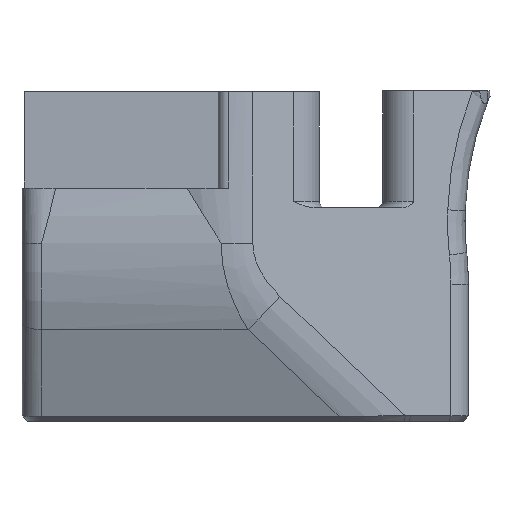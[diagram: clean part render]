
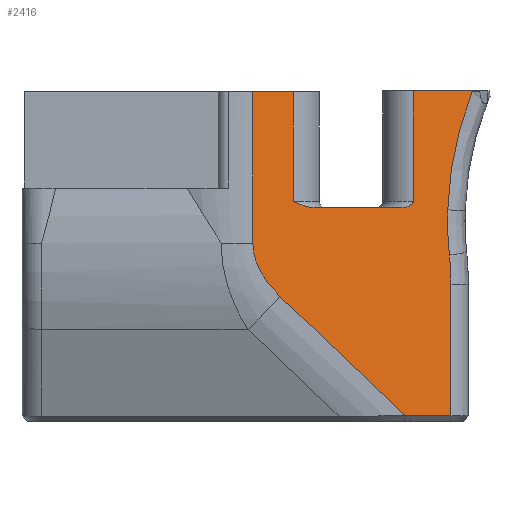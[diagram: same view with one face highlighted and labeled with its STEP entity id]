
A CAD part, front view. The second image highlights one B-rep face of the part: STEP entity #2416.
In plain terms, the highlighted planar face has unit normal (0.328, -0.945, 0).
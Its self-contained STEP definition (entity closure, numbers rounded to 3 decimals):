
#69=ELLIPSE('',#2685,36.607,12.);
#70=ELLIPSE('',#2686,23.287,22.);
#71=ELLIPSE('',#2687,27.521,26.);
#72=ELLIPSE('',#2688,28.53,26.953);
#78=B_SPLINE_CURVE_WITH_KNOTS('',3,(#3778,#3779,#3780,#3781,#3782,#3783,
#3784,#3785,#3786,#3787,#3788,#3789,#3790,#3791),.UNSPECIFIED.,.F.,.F.,
(4,2,2,2,2,2,4),(0.,0.053,0.099,0.119,
0.127,0.13,0.133),.UNSPECIFIED.);
#83=B_SPLINE_CURVE_WITH_KNOTS('',3,(#3909,#3910,#3911,#3912),
 .UNSPECIFIED.,.F.,.F.,(4,4),(0.,0.178),.UNSPECIFIED.);
#93=B_SPLINE_CURVE_WITH_KNOTS('',3,(#4379,#4380,#4381,#4382),
 .UNSPECIFIED.,.F.,.F.,(4,4),(-1.571,-1.531),
 .UNSPECIFIED.);
#376=FACE_OUTER_BOUND('',#540,.T.);
#540=EDGE_LOOP('',(#2014,#2015,#2016,#2017,#2018,#2019,#2020,#2021,#2022,
#2023,#2024,#2025,#2026,#2027,#2028,#2029,#2030));
#659=LINE('',#3845,#851);
#660=LINE('',#3885,#852);
#665=LINE('',#3997,#857);
#670=LINE('',#4106,#862);
#718=LINE('',#4277,#910);
#726=LINE('',#4296,#918);
#746=LINE('',#4373,#938);
#747=LINE('',#4377,#939);
#748=LINE('',#4384,#940);
#749=LINE('',#4386,#941);
#851=VECTOR('',#2966,10.);
#852=VECTOR('',#2969,10.);
#857=VECTOR('',#3018,10.);
#862=VECTOR('',#3027,10.);
#910=VECTOR('',#3199,10.);
#918=VECTOR('',#3223,10.);
#938=VECTOR('',#3301,10.);
#939=VECTOR('',#3304,7.5);
#940=VECTOR('',#3305,10.);
#941=VECTOR('',#3306,2.);
#1061=VERTEX_POINT('',#3776);
#1062=VERTEX_POINT('',#3777);
#1073=VERTEX_POINT('',#3843);
#1075=VERTEX_POINT('',#3884);
#1078=VERTEX_POINT('',#3907);
#1086=VERTEX_POINT('',#3950);
#1095=VERTEX_POINT('',#4105);
#1146=VERTEX_POINT('',#4254);
#1156=VERTEX_POINT('',#4275);
#1177=VERTEX_POINT('',#4372);
#1178=VERTEX_POINT('',#4374);
#1179=VERTEX_POINT('',#4376);
#1180=VERTEX_POINT('',#4378);
#1181=VERTEX_POINT('',#4383);
#1182=VERTEX_POINT('',#4385);
#1183=VERTEX_POINT('',#4387);
#1184=VERTEX_POINT('',#4389);
#1300=EDGE_CURVE('',#1061,#1062,#78,.T.);
#1314=EDGE_CURVE('',#1061,#1073,#659,.T.);
#1316=EDGE_CURVE('',#1062,#1075,#660,.T.);
#1321=EDGE_CURVE('',#1078,#1073,#83,.T.);
#1340=EDGE_CURVE('',#1086,#1075,#665,.T.);
#1349=EDGE_CURVE('',#1095,#1086,#670,.T.);
#1435=EDGE_CURVE('',#1146,#1156,#718,.T.);
#1445=EDGE_CURVE('',#1078,#1146,#726,.T.);
#1479=EDGE_CURVE('',#1177,#1156,#746,.T.);
#1480=EDGE_CURVE('',#1178,#1177,#69,.T.);
#1481=EDGE_CURVE('',#1179,#1178,#747,.T.);
#1482=EDGE_CURVE('',#1180,#1179,#93,.T.);
#1483=EDGE_CURVE('',#1181,#1180,#748,.T.);
#1484=EDGE_CURVE('',#1182,#1181,#749,.T.);
#1485=EDGE_CURVE('',#1183,#1182,#70,.T.);
#1486=EDGE_CURVE('',#1184,#1183,#71,.T.);
#1487=EDGE_CURVE('',#1095,#1184,#72,.T.);
#2014=ORIENTED_EDGE('',*,*,#1314,.T.);
#2015=ORIENTED_EDGE('',*,*,#1321,.F.);
#2016=ORIENTED_EDGE('',*,*,#1445,.T.);
#2017=ORIENTED_EDGE('',*,*,#1435,.T.);
#2018=ORIENTED_EDGE('',*,*,#1479,.F.);
#2019=ORIENTED_EDGE('',*,*,#1480,.F.);
#2020=ORIENTED_EDGE('',*,*,#1481,.F.);
#2021=ORIENTED_EDGE('',*,*,#1482,.F.);
#2022=ORIENTED_EDGE('',*,*,#1483,.F.);
#2023=ORIENTED_EDGE('',*,*,#1484,.F.);
#2024=ORIENTED_EDGE('',*,*,#1485,.F.);
#2025=ORIENTED_EDGE('',*,*,#1486,.F.);
#2026=ORIENTED_EDGE('',*,*,#1487,.F.);
#2027=ORIENTED_EDGE('',*,*,#1349,.T.);
#2028=ORIENTED_EDGE('',*,*,#1340,.T.);
#2029=ORIENTED_EDGE('',*,*,#1316,.F.);
#2030=ORIENTED_EDGE('',*,*,#1300,.F.);
#2315=PLANE('',#2684);
#2416=ADVANCED_FACE('',(#376),#2315,.T.);
#2684=AXIS2_PLACEMENT_3D('',#4371,#3299,#3300);
#2685=AXIS2_PLACEMENT_3D('',#4375,#3302,#3303);
#2686=AXIS2_PLACEMENT_3D('',#4388,#3307,#3308);
#2687=AXIS2_PLACEMENT_3D('',#4390,#3309,#3310);
#2688=AXIS2_PLACEMENT_3D('',#4391,#3311,#3312);
#2966=DIRECTION('',(-0.945,-0.328,0.));
#2969=DIRECTION('',(0.,0.,1.));
#3018=DIRECTION('',(-0.945,-0.328,0.));
#3027=DIRECTION('',(0.,0.,1.));
#3199=DIRECTION('',(-0.945,-0.328,0.));
#3223=DIRECTION('',(0.,0.,1.));
#3299=DIRECTION('center_axis',(0.328,-0.945,0.));
#3300=DIRECTION('ref_axis',(-0.945,-0.328,0.));
#3301=DIRECTION('',(0.,0.,1.));
#3302=DIRECTION('center_axis',(-0.328,0.945,0.));
#3303=DIRECTION('ref_axis',(-0.945,-0.328,0.));
#3304=DIRECTION('',(-0.702,-0.244,0.669));
#3305=DIRECTION('',(-0.945,-0.328,0.));
#3306=DIRECTION('',(0.,0.,-1.));
#3307=DIRECTION('center_axis',(-0.328,0.945,0.));
#3308=DIRECTION('ref_axis',(0.945,0.328,0.));
#3309=DIRECTION('center_axis',(0.328,-0.945,0.));
#3310=DIRECTION('ref_axis',(-0.945,-0.328,0.));
#3311=DIRECTION('center_axis',(0.328,-0.945,0.));
#3312=DIRECTION('ref_axis',(-0.945,-0.328,0.));
#3776=CARTESIAN_POINT('',(10.289,-50.3,5.364));
#3777=CARTESIAN_POINT('',(11.309,-49.946,5.864));
#3778=CARTESIAN_POINT('Ctrl Pts',(10.289,-50.3,5.364));
#3779=CARTESIAN_POINT('Ctrl Pts',(10.457,-50.241,5.364));
#3780=CARTESIAN_POINT('Ctrl Pts',(10.63,-50.181,5.401));
#3781=CARTESIAN_POINT('Ctrl Pts',(10.925,-50.079,5.508));
#3782=CARTESIAN_POINT('Ctrl Pts',(11.048,-50.036,5.572));
#3783=CARTESIAN_POINT('Ctrl Pts',(11.177,-49.992,5.663));
#3784=CARTESIAN_POINT('Ctrl Pts',(11.226,-49.975,5.702));
#3785=CARTESIAN_POINT('Ctrl Pts',(11.276,-49.957,5.764));
#3786=CARTESIAN_POINT('Ctrl Pts',(11.288,-49.953,5.784));
#3787=CARTESIAN_POINT('Ctrl Pts',(11.301,-49.949,5.814));
#3788=CARTESIAN_POINT('Ctrl Pts',(11.304,-49.947,5.824));
#3789=CARTESIAN_POINT('Ctrl Pts',(11.308,-49.946,5.844));
#3790=CARTESIAN_POINT('Ctrl Pts',(11.309,-49.946,5.854));
#3791=CARTESIAN_POINT('Ctrl Pts',(11.309,-49.946,5.864));
#3843=CARTESIAN_POINT('',(3.733,-52.575,5.364));
#3845=CARTESIAN_POINT('',(9.543,-50.559,5.364));
#3884=CARTESIAN_POINT('',(11.309,-49.946,14.4));
#3885=CARTESIAN_POINT('',(11.309,-49.946,14.327));
#3907=CARTESIAN_POINT('',(2.03,-53.165,5.864));
#3909=CARTESIAN_POINT('Ctrl Pts',(2.03,-53.165,5.864));
#3910=CARTESIAN_POINT('Ctrl Pts',(2.549,-52.985,5.64));
#3911=CARTESIAN_POINT('Ctrl Pts',(3.171,-52.769,5.364));
#3912=CARTESIAN_POINT('Ctrl Pts',(3.733,-52.575,5.364));
#3950=CARTESIAN_POINT('',(15.845,-48.372,14.4));
#3997=CARTESIAN_POINT('',(7.612,-51.229,14.4));
#4105=CARTESIAN_POINT('',(15.845,-48.372,14.327));
#4106=CARTESIAN_POINT('',(15.845,-48.372,14.327));
#4254=CARTESIAN_POINT('',(2.03,-53.165,14.33));
#4275=CARTESIAN_POINT('',(-1.091,-54.248,14.33));
#4277=CARTESIAN_POINT('',(-0.518,-54.049,14.33));
#4296=CARTESIAN_POINT('',(2.03,-53.165,9.4));
#4371=CARTESIAN_POINT('Origin',(13.611,-49.147,14.1));
#4372=CARTESIAN_POINT('',(-1.091,-54.248,2.641));
#4373=CARTESIAN_POINT('',(-1.091,-54.248,9.4));
#4374=CARTESIAN_POINT('',(0.995,-53.524,-1.463));
#4375=CARTESIAN_POINT('Origin',(33.494,-42.248,2.641));
#4376=CARTESIAN_POINT('',(10.685,-50.162,-10.7));
#4377=CARTESIAN_POINT('',(2.764,-52.911,-3.149));
#4378=CARTESIAN_POINT('',(11.104,-50.017,-10.7));
#4379=CARTESIAN_POINT('Ctrl Pts',(11.104,-50.017,-10.7));
#4380=CARTESIAN_POINT('Ctrl Pts',(10.964,-50.065,-10.7));
#4381=CARTESIAN_POINT('Ctrl Pts',(10.825,-50.114,-10.7));
#4382=CARTESIAN_POINT('Ctrl Pts',(10.685,-50.162,-10.7));
#4383=CARTESIAN_POINT('',(14.196,-48.944,-10.7));
#4384=CARTESIAN_POINT('',(10.294,-50.298,-10.7));
#4385=CARTESIAN_POINT('',(14.196,-48.944,-0.53));
#4386=CARTESIAN_POINT('',(14.196,-48.944,1.5));
#4387=CARTESIAN_POINT('',(14.08,-48.984,1.732));
#4388=CARTESIAN_POINT('Origin',(-7.804,-56.577,-0.53));
#4389=CARTESIAN_POINT('',(13.954,-49.028,5.212));
#4390=CARTESIAN_POINT('Origin',(39.942,-40.011,4.406));
#4391=CARTESIAN_POINT('Origin',(40.895,-39.68,4.376));
